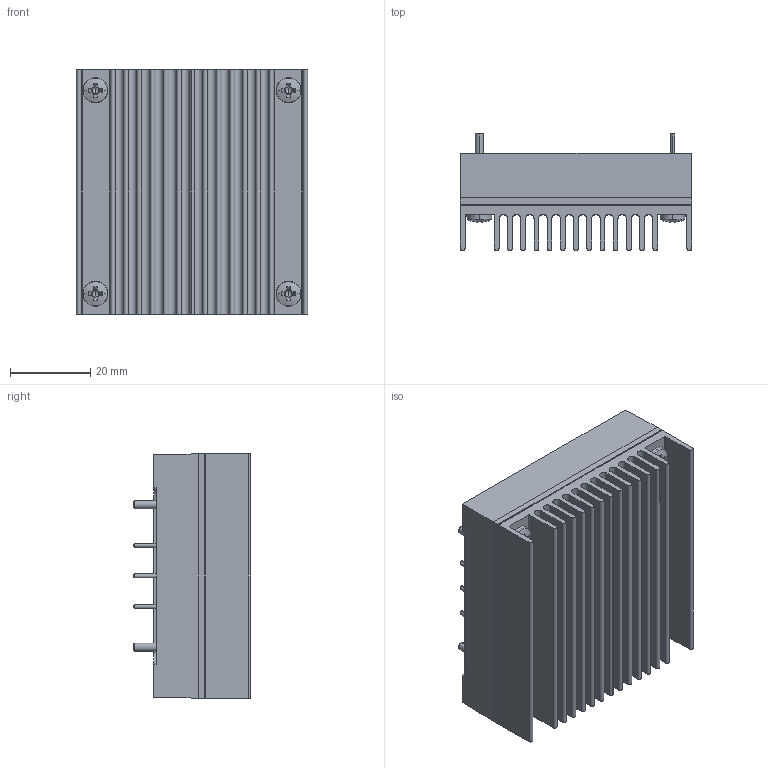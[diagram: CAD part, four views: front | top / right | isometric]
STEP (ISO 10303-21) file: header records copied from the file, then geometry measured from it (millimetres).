
FILE_DESCRIPTION(('FreeCAD Model'),'2;1');
FILE_NAME('RP240H-110xxSRW-HC_3D_20190725.step','2019-07-25T15:14:45',( 'Author'),(''),'Open CASCADE STEP processor 7.3','FreeCAD','Unknown' );
FILE_SCHEMA(('AUTOMOTIVE_DESIGN { 1 0 10303 214 1 1 1 1 }'));
Length unit declared in the file: millimetre
Products named in the file (7): RP240H-110xxSRW_M3_4; RP240H-110xxSRW_M3_1; RP240H-110xxSRW_M3_2; RP240H-110xxSRW_mounting_base; RP240H-110xxSRW_M3_3; RP240H-110xxSRW_converter; RP240H-110xxSRW_heatsink
Bounding box: 57.9 x 29.31 x 61 mm (x, y, z)
Volume: 63301.2 mm3; surface area: 41669 mm2
Topology: 7 solids, 7 shells, 319 faces, 806 edges, 510 vertices
Faces by surface type: plane 144, cylinder 109, cone 50, torus 8, sphere 8
Entity records: 11994 total; most frequent: DIRECTION 1794, CARTESIAN_POINT 1724, ORIENTED_EDGE 1596, EDGE_CURVE 798, AXIS2_PLACEMENT_3D 708, VERTEX_POINT 510, CIRCLE 388, LINE 378
